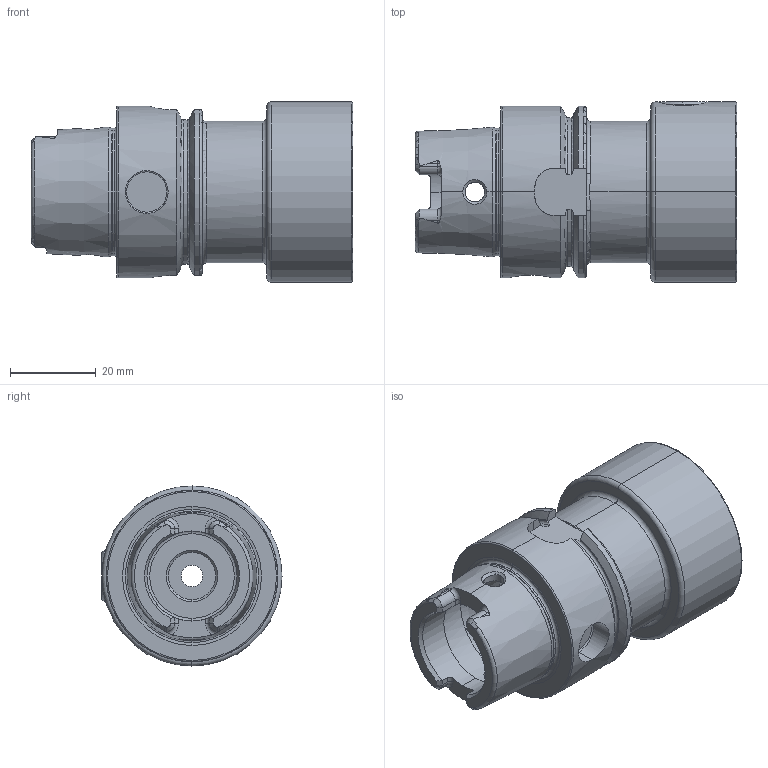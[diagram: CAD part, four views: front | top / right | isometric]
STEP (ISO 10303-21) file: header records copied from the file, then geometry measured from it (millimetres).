
FILE_DESCRIPTION (( 'STEP AP203' ), '1' );
FILE_NAME ('HA4.MB4.K01.055.STEP', '2013-03-06T12:05:22', ( 'baer' ), ( 'Hewlett-Packard Company' ), 'SwSTEP 2.0', 'SolidWorks 2012', '' );
FILE_SCHEMA (( 'CONFIG_CONTROL_DESIGN' ));
Length unit declared in the file: millimetre
Products named in the file (3): HA4.MB4.K01.055; MB4-ER1.001.013_A; HA4-MB4.K01.055_A_Fertigbearbeitung
Assembly tree (2 placements, depth 2):
  HA4.MB4.K01.055
    HA4-MB4.K01.055_A_Fertigbearbeitung
    MB4-ER1.001.013_A
Bounding box: 74.9 x 42 x 42 mm (x, y, z)
Volume: 51635.6 mm3; surface area: 17614.1 mm2
Topology: 2 solids, 2 shells, 224 faces, 578 edges, 360 vertices
Faces by surface type: cylinder 67, plane 65, cone 43, torus 42, bspline 7
Entity records: 8620 total; most frequent: CARTESIAN_POINT 2976, ORIENTED_EDGE 1152, DIRECTION 1116, EDGE_CURVE 576, AXIS2_PLACEMENT_3D 460, VERTEX_POINT 360, CIRCLE 238, EDGE_LOOP 236
